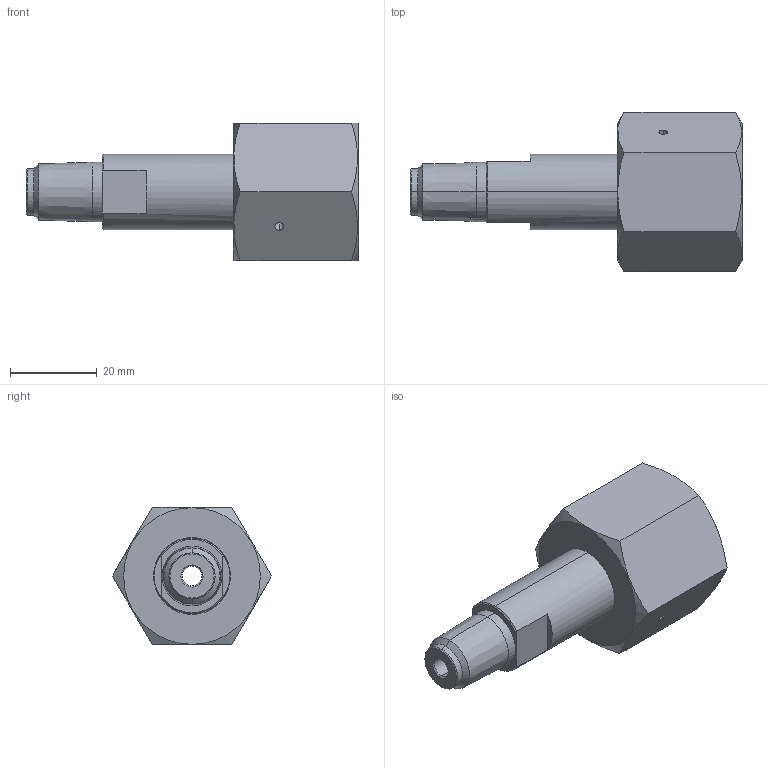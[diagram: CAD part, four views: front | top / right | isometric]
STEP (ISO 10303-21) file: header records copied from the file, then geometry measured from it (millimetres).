
FILE_DESCRIPTION (( 'STEP AP214' ), '1' );
FILE_NAME ('INL-63ERSS-4M.STEP', '2016-08-16T16:33:31', ( 'Accounteks' ), ( '' ), 'SwSTEP 2.0', 'SolidWorks 2012', '' );
FILE_SCHEMA (( 'AUTOMOTIVE_DESIGN' ));
Length unit declared in the file: inch
Products named in the file (1): INL-63ERSS-4M
Bounding box: 76.49 x 36.66 x 31.75 mm (x, y, z)
Volume: 27514.4 mm3; surface area: 12393.2 mm2
Topology: 2 solids, 2 shells, 96 faces, 226 edges, 139 vertices
Faces by surface type: cylinder 29, plane 28, cone 27, torus 12
Entity records: 4354 total; most frequent: CARTESIAN_POINT 814, DIRECTION 491, ORIENTED_EDGE 452, EDGE_CURVE 226, AXIS2_PLACEMENT_3D 202, VERTEX_POINT 139, EDGE_LOOP 109, CIRCLE 105
